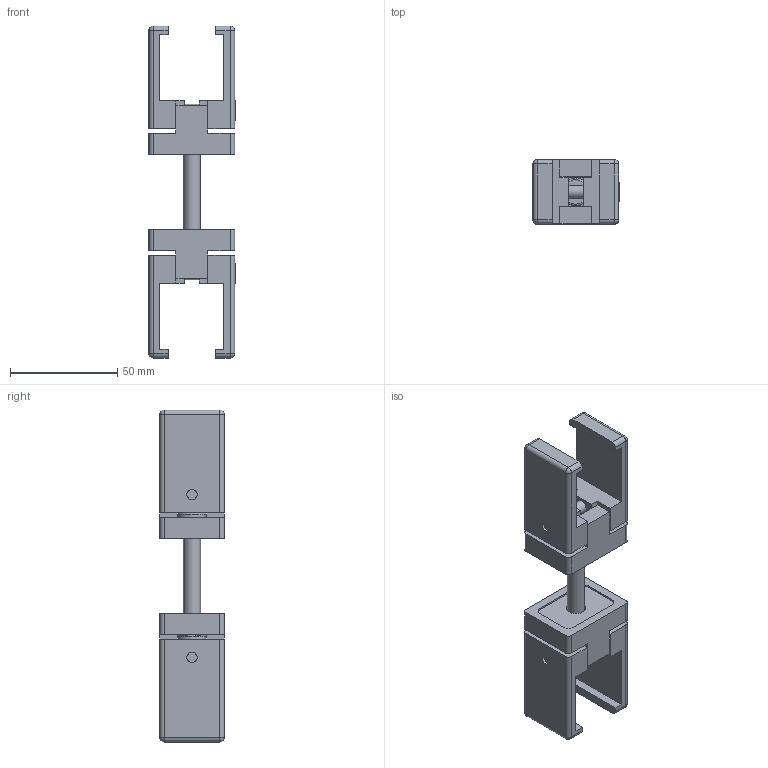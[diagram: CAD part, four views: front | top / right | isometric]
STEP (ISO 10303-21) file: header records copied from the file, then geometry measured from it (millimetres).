
FILE_DESCRIPTION(/* description */ ('-'),/* implementation_level */ '2;1');
FILE_NAME(/* name */ '3c77e82d-a972-45c1-a94f-24fb2fefe4df.stp',/* time_stamp */ '2021-07-08T11:34:02+02:00',/* author */ ('-'),/* organization */ ('Carl Stahl'),/* preprocessor_version */ 'ST-DEVELOPER v18',/* originating_system */ 'Autodesk Inventor 2020',/* authorisation */ '-');
FILE_SCHEMA (('AUTOMOTIVE_DESIGN { 1 0 10303 214 3 1 1 }'));
Length unit declared in the file: millimetre
Products named in the file (9): CX3-43030-DFx; CX3-43030; DIN 912 - M8 x 50; SS-ISO 7040 - M8; CX3-43030_1; CX3-43030-01; CX3-43030-02; CX3-43030-03; DIN 7984 - M6 x 35
Assembly tree (12 placements, depth 3):
  CX3-43030-DFx
    CX3-43030
      CX3-43030-01
      CX3-43030-02
      CX3-43030-03
      DIN 7984 - M6 x 35
    DIN 912 - M8 x 50
    SS-ISO 7040 - M8
    CX3-43030_1
      CX3-43030-01
      CX3-43030-02
      CX3-43030-03
      DIN 7984 - M6 x 35
Bounding box: 40.2 x 30 x 155 mm (x, y, z)
Volume: 74084.6 mm3; surface area: 35207.7 mm2
Topology: 10 solids, 10 shells, 255 faces, 637 edges, 419 vertices
Faces by surface type: plane 153, cylinder 68, cone 20, sphere 8, torus 6
Full cylindrical faces by diameter (mm): 3 x4, 4.917 x2, 6 x2, 6.6 x2, 6.647 x1, 8 x1, 9 x2, 10 x2, 11 x2, 13 x2
Entity records: 4697 total; most frequent: CARTESIAN_POINT 846, DIRECTION 776, ORIENTED_EDGE 726, EDGE_CURVE 363, AXIS2_PLACEMENT_3D 283, VERTEX_POINT 239, LINE 210, VECTOR 210
